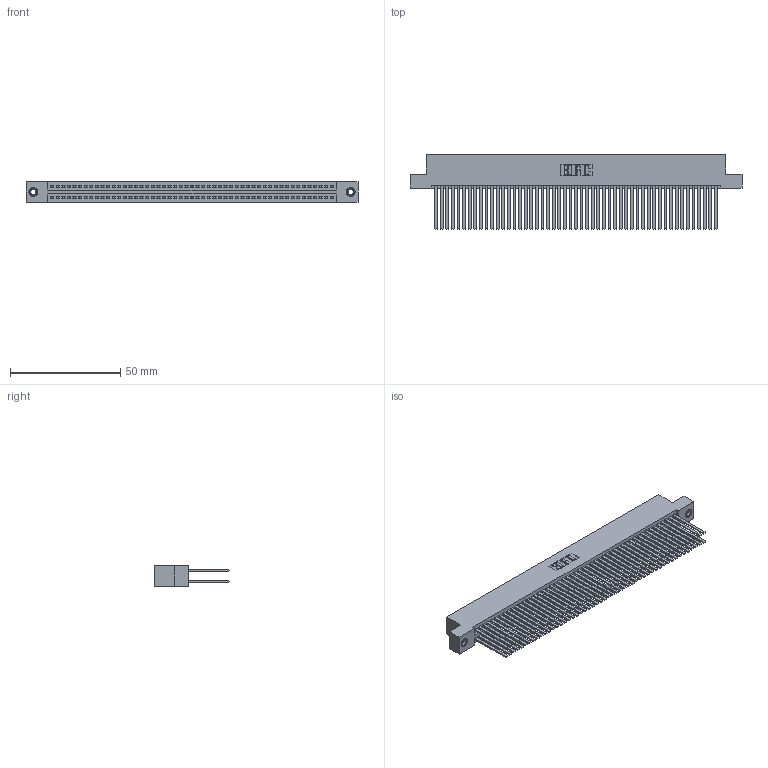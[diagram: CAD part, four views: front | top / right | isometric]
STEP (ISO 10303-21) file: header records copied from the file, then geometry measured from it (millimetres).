
FILE_DESCRIPTION (( 'STEP AP203' ), '1' );
FILE_NAME ('345-102-544-207.STEP', '2019-11-03T08:27:18', ( '' ), ( '' ), 'SwSTEP 2.0', 'SolidWorks 2016', '' );
FILE_SCHEMA (( 'CONFIG_CONTROL_DESIGN' ));
Length unit declared in the file: inch
Products named in the file (4): 345-250-001_345-250-005-103; 345-102-544-207; 345-292-001_345-293-144; 345 Part_Flush Mounting Lugs - 0.156 Dia-TI
Assembly tree (105 placements, depth 2):
  345-102-544-207
    345 Part_Flush Mounting Lugs - 0.156 Dia-TI
    345-292-001_345-293-144  x102
    345-250-001_345-250-005-103  x2
Bounding box: 150.75 x 33.96 x 9.4 mm (x, y, z)
Volume: 16143.8 mm3; surface area: 28256.2 mm2
Topology: 105 solids, 105 shells, 4674 faces, 13839 edges, 9082 vertices
Faces by surface type: plane 3070, cylinder 1588, cone 12, torus 4
Entity records: 39806 total; most frequent: CARTESIAN_POINT 6643, ORIENTED_EDGE 6570, DIRECTION 5871, EDGE_CURVE 3285, VECTOR 2933, LINE 2933, VERTEX_POINT 2184, AXIS2_PLACEMENT_3D 1469
